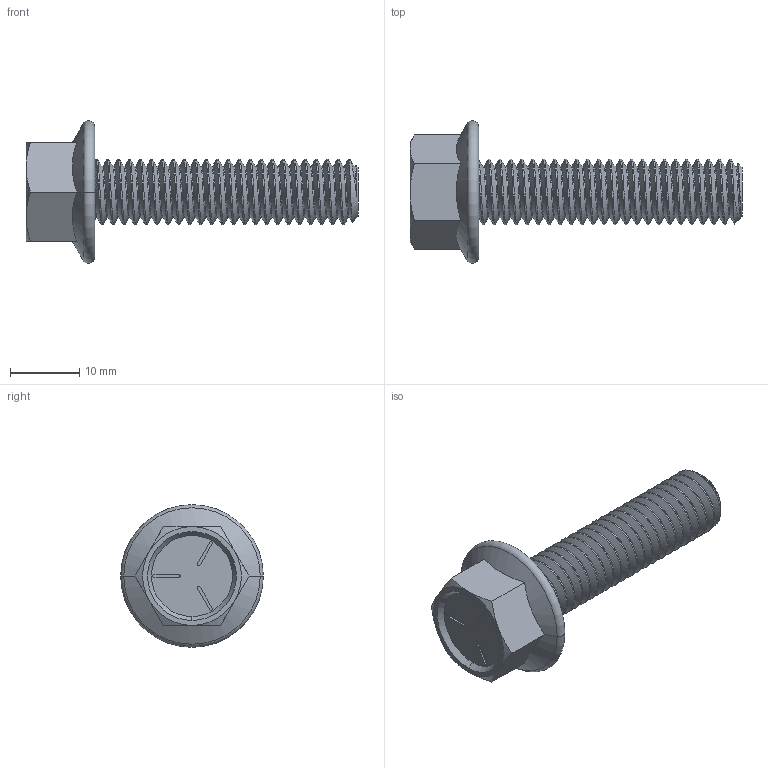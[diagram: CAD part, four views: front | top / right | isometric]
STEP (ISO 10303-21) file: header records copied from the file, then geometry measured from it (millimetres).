
FILE_DESCRIPTION (( 'STEP AP203' ), '1' );
FILE_NAME ('92979A352_92979A352_sldprt.STEP', '2023-01-20T01:36:31', ( '' ), ( '' ), 'SwSTEP 2.0', 'SolidWorks 2022', '' );
FILE_SCHEMA (( 'CONFIG_CONTROL_DESIGN' ));
Length unit declared in the file: inch
Products named in the file (1): 92979A352_92979A352_sldprt
Bounding box: 48.02 x 20.64 x 20.64 mm (x, y, z)
Volume: 4156 mm3; surface area: 2866.7 mm2
Topology: 1 solids, 1 shells, 92 faces, 244 edges, 159 vertices
Faces by surface type: cylinder 56, plane 19, cone 12, bspline 3, torus 2
Entity records: 6746 total; most frequent: CARTESIAN_POINT 4702, ORIENTED_EDGE 488, DIRECTION 337, EDGE_CURVE 244, VERTEX_POINT 159, AXIS2_PLACEMENT_3D 126, EDGE_LOOP 97, FACE_OUTER_BOUND 92
